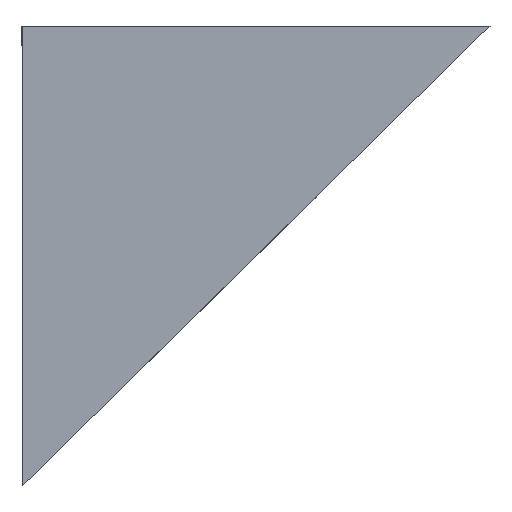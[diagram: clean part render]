
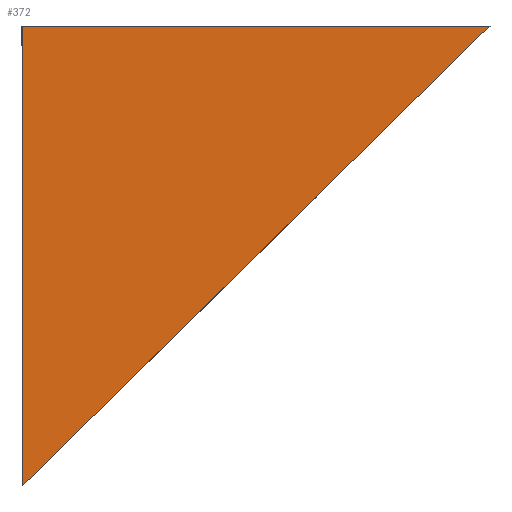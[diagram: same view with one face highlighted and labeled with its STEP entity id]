
A CAD part, front view. The second image highlights one B-rep face of the part: STEP entity #372.
In plain terms, the highlighted planar face has unit normal (0, -1, 0).
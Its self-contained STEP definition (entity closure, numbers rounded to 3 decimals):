
#120=FACE_OUTER_BOUND('',#143,.T.);
#143=EDGE_LOOP('',(#334,#335,#336));
#180=LINE('',#608,#199);
#184=LINE('',#620,#203);
#185=LINE('',#621,#204);
#199=VECTOR('',#513,10.);
#203=VECTOR('',#527,10.);
#204=VECTOR('',#528,10.);
#226=VERTEX_POINT('',#602);
#228=VERTEX_POINT('',#606);
#231=VERTEX_POINT('',#619);
#262=EDGE_CURVE('',#226,#228,#180,.T.);
#268=EDGE_CURVE('',#231,#226,#184,.T.);
#269=EDGE_CURVE('',#228,#231,#185,.T.);
#334=ORIENTED_EDGE('',*,*,#268,.T.);
#335=ORIENTED_EDGE('',*,*,#262,.T.);
#336=ORIENTED_EDGE('',*,*,#269,.T.);
#355=PLANE('',#432);
#372=ADVANCED_FACE('',(#120),#355,.T.);
#432=AXIS2_PLACEMENT_3D('',#618,#525,#526);
#513=DIRECTION('',(0.713,0.,0.701));
#525=DIRECTION('center_axis',(0.,-1.,0.));
#526=DIRECTION('ref_axis',(0.,0.,-1.));
#527=DIRECTION('',(0.,0.,-1.));
#528=DIRECTION('',(-1.,0.,0.));
#602=CARTESIAN_POINT('',(0.,60.,-15.891));
#606=CARTESIAN_POINT('',(13.424,60.,-2.703));
#608=CARTESIAN_POINT('',(13.424,60.,-2.703));
#618=CARTESIAN_POINT('Origin',(6.712,60.,-9.297));
#619=CARTESIAN_POINT('',(0.,60.,-2.703));
#620=CARTESIAN_POINT('',(0.,60.,-15.891));
#621=CARTESIAN_POINT('',(0.,60.,-2.703));
